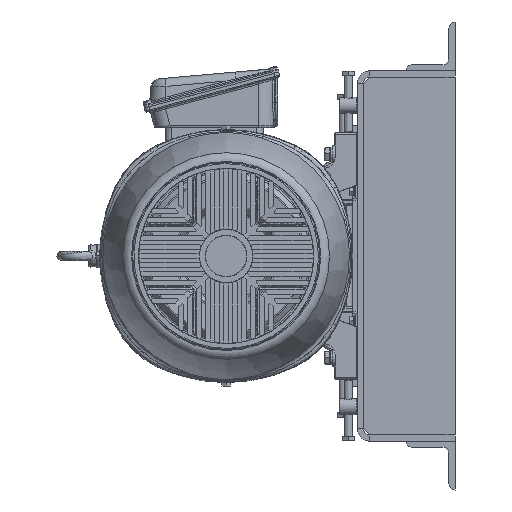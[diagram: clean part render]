
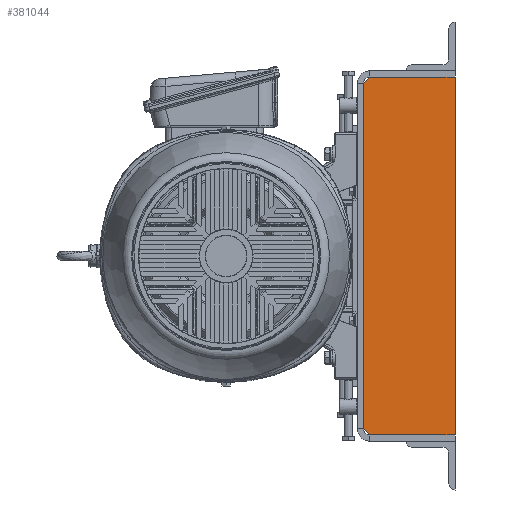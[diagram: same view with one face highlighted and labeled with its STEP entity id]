
A CAD part, left-side view. The second image highlights one B-rep face of the part: STEP entity #381044.
In plain terms, the highlighted planar face has unit normal (-1, 0, 0).
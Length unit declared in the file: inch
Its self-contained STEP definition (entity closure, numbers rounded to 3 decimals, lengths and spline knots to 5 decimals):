
#6851 = CARTESIAN_POINT ( 'NONE',  ( -44.71, -14.06, -10.995 ) ) ;
#9971 = EDGE_CURVE ( 'NONE', #227973, #71367, #247080, .T. ) ;
#17004 = CARTESIAN_POINT ( 'NONE',  ( -44.71, -8.44, 10.615 ) ) ;
#26504 = ORIENTED_EDGE ( 'NONE', *, *, #163022, .T. ) ;
#31280 = CARTESIAN_POINT ( 'NONE',  ( -44.71, -14.06, 10.995 ) ) ;
#47570 = DIRECTION ( 'NONE',  ( 0., 0.707, -0.707 ) ) ;
#56277 = LINE ( 'NONE', #62718, #289242 ) ;
#57856 = ORIENTED_EDGE ( 'NONE', *, *, #116868, .T. ) ;
#62627 = EDGE_CURVE ( 'NONE', #114783, #314143, #325349, .T. ) ;
#62718 = CARTESIAN_POINT ( 'NONE',  ( -44.71, -8.82, 10.995 ) ) ;
#71367 = VERTEX_POINT ( 'NONE', #361056 ) ;
#78250 = VECTOR ( 'NONE', #146543, 39.37008 ) ;
#78437 = EDGE_CURVE ( 'NONE', #71367, #189372, #373506, .T. ) ;
#81947 = CARTESIAN_POINT ( 'NONE',  ( -44.71, -8.82, -10.995 ) ) ;
#99048 = ORIENTED_EDGE ( 'NONE', *, *, #9971, .T. ) ;
#108769 = ORIENTED_EDGE ( 'NONE', *, *, #62627, .T. ) ;
#109844 = DIRECTION ( 'NONE',  ( 0., -0.707, -0.707 ) ) ;
#114783 = VERTEX_POINT ( 'NONE', #298121 ) ;
#116868 = EDGE_CURVE ( 'NONE', #287465, #227973, #121120, .T. ) ;
#121120 = LINE ( 'NONE', #81947, #282756 ) ;
#146543 = DIRECTION ( 'NONE',  ( 0., 0., -1. ) ) ;
#163022 = EDGE_CURVE ( 'NONE', #189372, #114783, #56277, .T. ) ;
#166097 = CARTESIAN_POINT ( 'NONE',  ( -44.71, -8.82, -10.995 ) ) ;
#175446 = CARTESIAN_POINT ( 'NONE',  ( -44.71, -14.06, -10.995 ) ) ;
#188885 = DIRECTION ( 'NONE',  ( 0., -1., 0. ) ) ;
#189372 = VERTEX_POINT ( 'NONE', #281781 ) ;
#205894 = DIRECTION ( 'NONE',  ( 0., 0., -1. ) ) ;
#211939 = VECTOR ( 'NONE', #335571, 39.37008 ) ;
#227973 = VERTEX_POINT ( 'NONE', #166097 ) ;
#239586 = CARTESIAN_POINT ( 'NONE',  ( -44.71, -8.44, -10.615 ) ) ;
#243503 = ORIENTED_EDGE ( 'NONE', *, *, #387766, .T. ) ;
#244570 = VECTOR ( 'NONE', #47570, 39.37008 ) ;
#247080 = LINE ( 'NONE', #6851, #327816 ) ;
#261879 = FACE_OUTER_BOUND ( 'NONE', #318694, .T. ) ;
#264376 = AXIS2_PLACEMENT_3D ( 'NONE', #175446, #387888, #205894 ) ;
#275368 = DIRECTION ( 'NONE',  ( 0., 1., 0. ) ) ;
#281781 = CARTESIAN_POINT ( 'NONE',  ( -44.71, -14.06, 10.995 ) ) ;
#282756 = VECTOR ( 'NONE', #109844, 39.37008 ) ;
#287465 = VERTEX_POINT ( 'NONE', #368660 ) ;
#289242 = VECTOR ( 'NONE', #275368, 39.37008 ) ;
#298121 = CARTESIAN_POINT ( 'NONE',  ( -44.71, -8.82, 10.995 ) ) ;
#311208 = LINE ( 'NONE', #239586, #78250 ) ;
#314143 = VERTEX_POINT ( 'NONE', #380387 ) ;
#318694 = EDGE_LOOP ( 'NONE', ( #333739, #26504, #108769, #243503, #57856, #99048 ) ) ;
#325349 = LINE ( 'NONE', #17004, #244570 ) ;
#327816 = VECTOR ( 'NONE', #188885, 39.37008 ) ;
#333739 = ORIENTED_EDGE ( 'NONE', *, *, #78437, .T. ) ;
#335571 = DIRECTION ( 'NONE',  ( 0., 0., 1. ) ) ;
#361056 = CARTESIAN_POINT ( 'NONE',  ( -44.71, -14.06, -10.995 ) ) ;
#368660 = CARTESIAN_POINT ( 'NONE',  ( -44.71, -8.44, -10.615 ) ) ;
#373506 = LINE ( 'NONE', #31280, #211939 ) ;
#380387 = CARTESIAN_POINT ( 'NONE',  ( -44.71, -8.44, 10.615 ) ) ;
#381044 = ADVANCED_FACE ( 'NONE', ( #261879 ), #381158, .F. ) ;
#381158 = PLANE ( 'NONE',  #264376 ) ;
#387766 = EDGE_CURVE ( 'NONE', #314143, #287465, #311208, .T. ) ;
#387888 = DIRECTION ( 'NONE',  ( 1., 0., 0. ) ) ;
